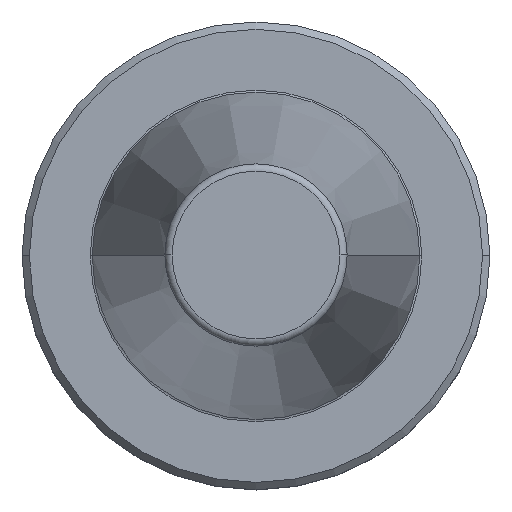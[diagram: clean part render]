
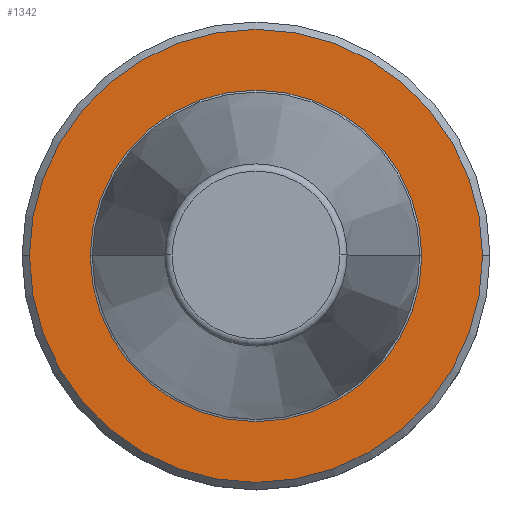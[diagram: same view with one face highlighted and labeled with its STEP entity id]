
A CAD part, top view. The second image highlights one B-rep face of the part: STEP entity #1342.
In plain terms, the highlighted planar face has unit normal (0, 0, 1).
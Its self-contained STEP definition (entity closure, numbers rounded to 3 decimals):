
#33 = AXIS2_PLACEMENT_3D ( 'NONE', #1892, #1875, #1874 ) ;
#50 = DIRECTION ( 'NONE',  ( -1., 0., 0. ) ) ;
#52 = CARTESIAN_POINT ( 'NONE',  ( 0., 0., -3.2 ) ) ;
#74 = DIRECTION ( 'NONE',  ( 0., 0., -1. ) ) ;
#82 = ORIENTED_EDGE ( 'NONE', *, *, #614, .F. ) ;
#100 = AXIS2_PLACEMENT_3D ( 'NONE', #258, #255, #254 ) ;
#110 = CARTESIAN_POINT ( 'NONE',  ( -30.75, 0., -3.2 ) ) ;
#119 = ORIENTED_EDGE ( 'NONE', *, *, #1020, .F. ) ;
#254 = DIRECTION ( 'NONE',  ( -1., 0., 0. ) ) ;
#255 = DIRECTION ( 'NONE',  ( 0., 0., -1. ) ) ;
#258 = CARTESIAN_POINT ( 'NONE',  ( 0., 0., -3.2 ) ) ;
#362 = EDGE_CURVE ( 'NONE', #1475, #1995, #987, .T. ) ;
#475 = CARTESIAN_POINT ( 'NONE',  ( 30.75, 0., -3.2 ) ) ;
#595 = AXIS2_PLACEMENT_3D ( 'NONE', #618, #1082, #1207 ) ;
#614 = EDGE_CURVE ( 'NONE', #1142, #828, #847, .T. ) ;
#618 = CARTESIAN_POINT ( 'NONE',  ( 0., 0., -3.2 ) ) ;
#709 = DIRECTION ( 'NONE',  ( 0., 0., -1. ) ) ;
#711 = CARTESIAN_POINT ( 'NONE',  ( 0., 0., -3.2 ) ) ;
#715 = CIRCLE ( 'NONE', #1842, 22.5 ) ;
#716 = DIRECTION ( 'NONE',  ( -1., 0., 0. ) ) ;
#751 = EDGE_LOOP ( 'NONE', ( #82, #119 ) ) ;
#828 = VERTEX_POINT ( 'NONE', #475 ) ;
#847 = CIRCLE ( 'NONE', #871, 30.75 ) ;
#871 = AXIS2_PLACEMENT_3D ( 'NONE', #711, #709, #716 ) ;
#987 = CIRCLE ( 'NONE', #595, 22.5 ) ;
#996 = ORIENTED_EDGE ( 'NONE', *, *, #362, .T. ) ;
#1020 = EDGE_CURVE ( 'NONE', #828, #1142, #1876, .T. ) ;
#1082 = DIRECTION ( 'NONE',  ( 0., 0., -1. ) ) ;
#1142 = VERTEX_POINT ( 'NONE', #110 ) ;
#1189 = EDGE_CURVE ( 'NONE', #1995, #1475, #715, .T. ) ;
#1207 = DIRECTION ( 'NONE',  ( -1., 0., 0. ) ) ;
#1320 = CARTESIAN_POINT ( 'NONE',  ( -22.5, 0., -3.2 ) ) ;
#1342 = ADVANCED_FACE ( 'NONE', ( #1646, #1706 ), #1890, .T. ) ;
#1371 = ORIENTED_EDGE ( 'NONE', *, *, #1189, .T. ) ;
#1475 = VERTEX_POINT ( 'NONE', #1779 ) ;
#1646 = FACE_BOUND ( 'NONE', #1939, .T. ) ;
#1706 = FACE_OUTER_BOUND ( 'NONE', #751, .T. ) ;
#1779 = CARTESIAN_POINT ( 'NONE',  ( 22.5, 0., -3.2 ) ) ;
#1842 = AXIS2_PLACEMENT_3D ( 'NONE', #52, #74, #50 ) ;
#1874 = DIRECTION ( 'NONE',  ( 1., 0., 0. ) ) ;
#1875 = DIRECTION ( 'NONE',  ( 0., 0., 1. ) ) ;
#1876 = CIRCLE ( 'NONE', #100, 30.75 ) ;
#1890 = PLANE ( 'NONE',  #33 ) ;
#1892 = CARTESIAN_POINT ( 'NONE',  ( 0., 0., -3.2 ) ) ;
#1939 = EDGE_LOOP ( 'NONE', ( #1371, #996 ) ) ;
#1995 = VERTEX_POINT ( 'NONE', #1320 ) ;
